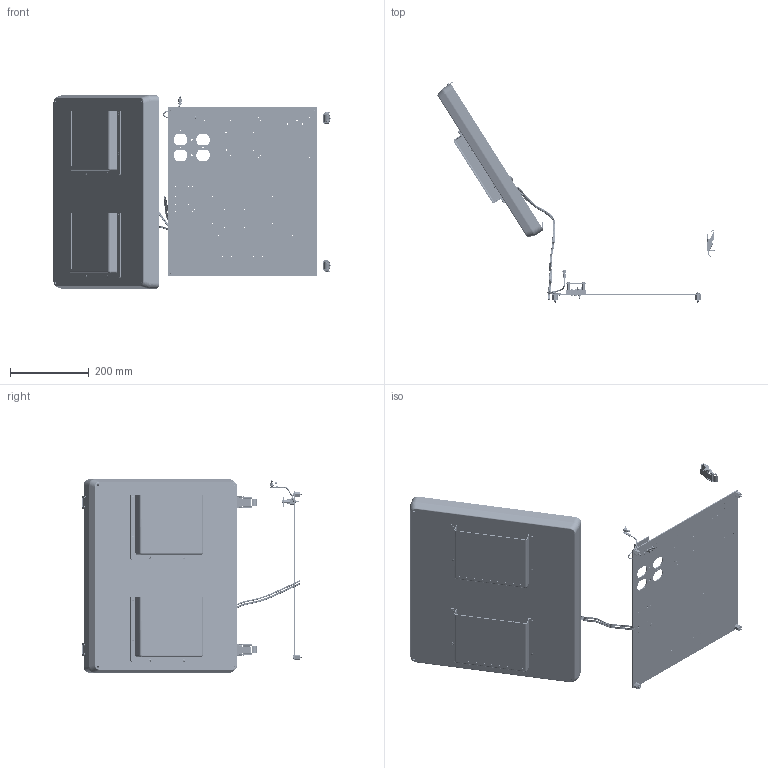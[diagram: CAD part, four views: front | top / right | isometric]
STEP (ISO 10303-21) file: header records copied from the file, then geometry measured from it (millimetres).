
FILE_DESCRIPTION (( 'STEP AP214' ), '1' );
FILE_NAME ('TEF181608-50F.STEP', '2019-05-09T16:29:26', ( '' ), ( '' ), 'SwSTEP 2.0', 'SolidWorks 2018', '' );
FILE_SCHEMA (( 'AUTOMOTIVE_DESIGN' ));
Length unit declared in the file: inch
Products named in the file (27): XMH-0019; XFN-0003; XFN-0013; NB181608-Hinge; XCT-0010; NB181608-Lid-Vented; XFN-0002; FanWires-18; 10-32 NEMA PLATE SCREW; XFS-0026; XM220-01-UL; XFW-0002; XFS-0017; XF903-01; XCTB-0002; XCT-0011; XF797-02; NB181608-DoorClasp-1; Fan Screen-120x120 ALUM; NB181608-Box; XFR-0005; NEMA 18_500 GroundWire; TEF181608-50F; NB181608-DoorClasp-2; XF685-01; XCT-0005; XC-0003
Assembly tree (60 placements, depth 2):
  TEF181608-50F
    NB181608-Box
    NB181608-Hinge  x2
    NB181608-Lid-Vented
    NB181608-DoorClasp-1  x2
    NB181608-DoorClasp-2  x2
    XF685-01
    XF903-01  x4
    XCTB-0002
    10-32 NEMA PLATE SCREW  x4
    XFN-0013  x2
    XF797-02
    XFS-0017  x3
    XCT-0011
    XCT-0010
    XFN-0003  x2
    XC-0003
    XCT-0005
    XFW-0002
    XFS-0026
    NEMA 18_500 GroundWire
    XM220-01-UL  x2
    XFN-0002  x8
    Fan Screen-120x120 ALUM  x2
    XMH-0019  x2
    FanWires-18
    XFR-0005  x12
Bounding box: 703.32 x 560.31 x 490.6 mm (x, y, z)
Volume: 2155535.6 mm3; surface area: 1378113.7 mm2
Topology: 67 solids, 67 shells, 5794 faces, 15373 edges, 9748 vertices
Faces by surface type: cylinder 2911, plane 1652, cone 894, torus 229, bspline 88, sphere 20
Entity records: 177991 total; most frequent: CARTESIAN_POINT 59241, ORIENTED_EDGE 21154, DIRECTION 20570, EDGE_CURVE 10577, AXIS2_PLACEMENT_3D 7839, VERTEX_POINT 6676, EDGE_LOOP 5041, LINE 4892
